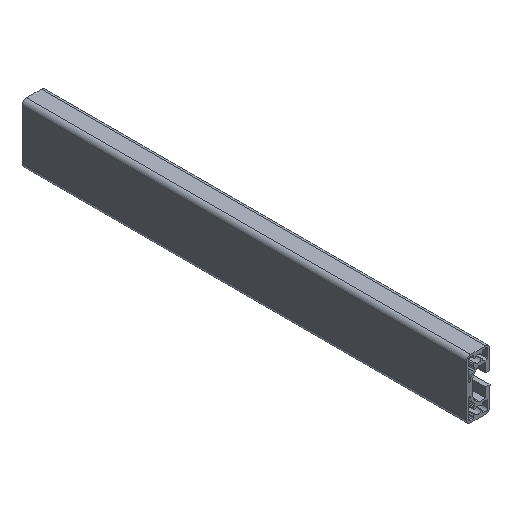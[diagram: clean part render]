
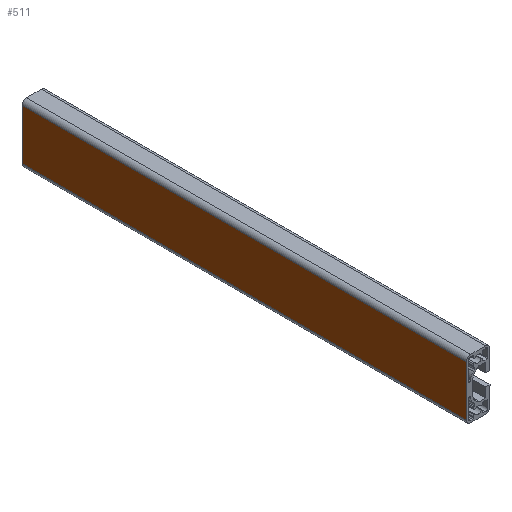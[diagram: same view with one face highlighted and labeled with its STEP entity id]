
A CAD part, isometric view. The second image highlights one B-rep face of the part: STEP entity #511.
In plain terms, the highlighted face is planar.
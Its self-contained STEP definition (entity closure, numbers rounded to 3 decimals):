
#511 = ADVANCED_FACE ( 'PLANAR_11', ( #1474 ), #1475, .T. ) ;
#618 = EDGE_CURVE ( 'NONE', #2796, #2770, #1898, .T. ) ;
#657 = EDGE_CURVE ( 'NONE', #2794, #2782, #2055, .T. ) ;
#677 = EDGE_CURVE ( 'NONE', #2794, #2796, #2101, .T. ) ;
#686 = EDGE_CURVE ( 'NONE', #2782, #2770, #2117, .T. ) ;
#901 = ORIENTED_EDGE ( 'NONE', *, *, #618, .T. ) ;
#1242 = EDGE_LOOP ( 'NONE', ( #1577, #1563, #1572, #901 ) ) ;
#1474 = FACE_OUTER_BOUND ( 'NONE', #1242, .T. ) ;
#1475 = PLANE ( 'NONE',  #2199 ) ;
#1476 = CARTESIAN_POINT ( 'NONE',  ( 8., -17., -300. ) ) ;
#1479 = DIRECTION ( 'NONE',  ( 1., 0., 0. ) ) ;
#1481 = DIRECTION ( 'NONE',  ( 0., 1., 0. ) ) ;
#1563 = ORIENTED_EDGE ( 'NONE', *, *, #657, .F. ) ;
#1572 = ORIENTED_EDGE ( 'NONE', *, *, #677, .T. ) ;
#1577 = ORIENTED_EDGE ( 'NONE', *, *, #686, .F. ) ;
#1895 = DIRECTION ( 'NONE',  ( 0., 0., 1. ) ) ;
#1898 = LINE ( 'NONE', #1903, #2323 ) ;
#1903 = CARTESIAN_POINT ( 'NONE',  ( 8., 17., -300. ) ) ;
#2032 = CARTESIAN_POINT ( 'NONE',  ( 8., -17., -300. ) ) ;
#2043 = DIRECTION ( 'NONE',  ( 0., 0., 1. ) ) ;
#2055 = LINE ( 'NONE', #2032, #2379 ) ;
#2087 = DIRECTION ( 'NONE',  ( 0., 1., 0. ) ) ;
#2095 = CARTESIAN_POINT ( 'NONE',  ( 8., -17., -300. ) ) ;
#2101 = LINE ( 'NONE', #2095, #2433 ) ;
#2110 = CARTESIAN_POINT ( 'NONE',  ( 8., -17., 0. ) ) ;
#2117 = LINE ( 'NONE', #2110, #2431 ) ;
#2119 = DIRECTION ( 'NONE',  ( 0., 1., 0. ) ) ;
#2199 = AXIS2_PLACEMENT_3D ( 'NONE', #1476, #1479, #1481 ) ;
#2323 = VECTOR ( 'NONE', #1895, 1000. ) ;
#2379 = VECTOR ( 'NONE', #2043, 1000. ) ;
#2431 = VECTOR ( 'NONE', #2119, 1000. ) ;
#2433 = VECTOR ( 'NONE', #2087, 1000. ) ;
#2770 = VERTEX_POINT ( 'NONE', #2870 ) ;
#2782 = VERTEX_POINT ( 'NONE', #2850 ) ;
#2794 = VERTEX_POINT ( 'NONE', #2878 ) ;
#2796 = VERTEX_POINT ( 'NONE', #2880 ) ;
#2850 = CARTESIAN_POINT ( 'NONE',  ( 8., -17., 0. ) ) ;
#2870 = CARTESIAN_POINT ( 'NONE',  ( 8., 17., 0. ) ) ;
#2878 = CARTESIAN_POINT ( 'NONE',  ( 8., -17., -300. ) ) ;
#2880 = CARTESIAN_POINT ( 'NONE',  ( 8., 17., -300. ) ) ;
